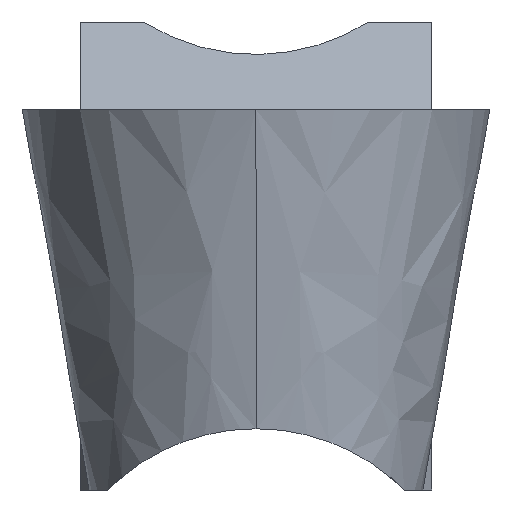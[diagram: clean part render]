
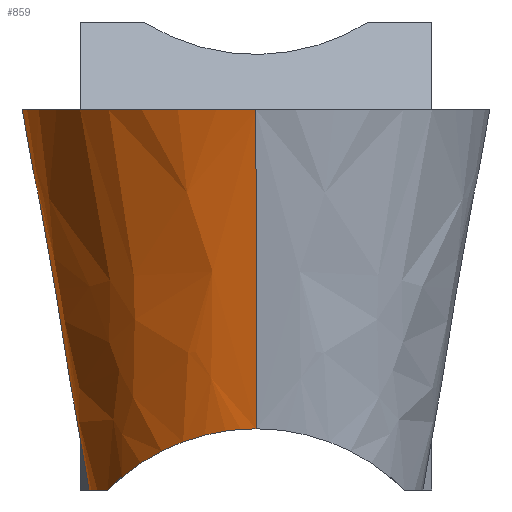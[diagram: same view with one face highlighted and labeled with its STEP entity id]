
A CAD part, front view. The second image highlights one B-rep face of the part: STEP entity #859.
In plain terms, the highlighted free-form (B-spline) face has degree [5, 1] with [9, 2] control points.
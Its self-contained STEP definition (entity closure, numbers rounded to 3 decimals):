
#127=AXIS2_PLACEMENT_3D('Circle Axis2P3D',#125,#126,$) ;
#122=CARTESIAN_POINT('Vertex',(-2.756,6.899,0.)) ;
#125=CARTESIAN_POINT('Axis2P3D Location',(0.,4.,0.)) ;
#129=CARTESIAN_POINT('Vertex',(0.,0.,0.)) ;
#666=CARTESIAN_POINT('Vertex',(-2.254,5.822,-6.248)) ;
#670=CARTESIAN_POINT('Control Point',(-2.254,5.822,-6.248)) ;
#671=CARTESIAN_POINT('Control Point',(-2.427,6.193,-4.165)) ;
#672=CARTESIAN_POINT('Control Point',(-2.592,6.547,-2.089)) ;
#673=CARTESIAN_POINT('Control Point',(-2.756,6.899,0.)) ;
#794=CARTESIAN_POINT('Control Point',(0.,8.,0.)) ;
#795=CARTESIAN_POINT('Control Point',(0.,6.854,-6.5)) ;
#796=CARTESIAN_POINT('Control Point',(-1.258,8.,0.)) ;
#797=CARTESIAN_POINT('Control Point',(-0.898,6.854,-6.5)) ;
#798=CARTESIAN_POINT('Control Point',(-2.517,7.505,0.)) ;
#799=CARTESIAN_POINT('Control Point',(-1.796,6.501,-6.5)) ;
#800=CARTESIAN_POINT('Control Point',(-3.505,6.517,0.)) ;
#801=CARTESIAN_POINT('Control Point',(-2.501,5.796,-6.5)) ;
#802=CARTESIAN_POINT('Control Point',(-4.495,4.,0.)) ;
#803=CARTESIAN_POINT('Control Point',(-3.207,4.,-6.5)) ;
#804=CARTESIAN_POINT('Control Point',(-3.505,1.483,0.)) ;
#805=CARTESIAN_POINT('Control Point',(-2.501,2.204,-6.5)) ;
#806=CARTESIAN_POINT('Control Point',(-2.517,0.495,0.)) ;
#807=CARTESIAN_POINT('Control Point',(-1.796,1.499,-6.5)) ;
#808=CARTESIAN_POINT('Control Point',(-1.258,0.,0.)) ;
#809=CARTESIAN_POINT('Control Point',(-0.898,1.146,-6.5)) ;
#810=CARTESIAN_POINT('Control Point',(0.,0.,0.)) ;
#811=CARTESIAN_POINT('Control Point',(0.,1.146,-6.5)) ;
#813=CARTESIAN_POINT('Control Point',(-2.536,2.692,-6.5)) ;
#814=CARTESIAN_POINT('Control Point',(-2.287,2.114,-6.253)) ;
#815=CARTESIAN_POINT('Control Point',(-1.899,1.62,-5.933)) ;
#816=CARTESIAN_POINT('Control Point',(-1.39,1.196,-5.628)) ;
#817=CARTESIAN_POINT('Control Point',(-0.692,0.962,-5.455)) ;
#818=CARTESIAN_POINT('Control Point',(0.,0.962,-5.455)) ;
#819=CARTESIAN_POINT('Vertex',(-2.536,2.692,-6.5)) ;
#821=CARTESIAN_POINT('Vertex',(0.,0.962,-5.455)) ;
#825=CARTESIAN_POINT('Control Point',(0.,0.,0.)) ;
#826=CARTESIAN_POINT('Control Point',(0.,0.192,-1.091)) ;
#827=CARTESIAN_POINT('Control Point',(0.,0.385,-2.182)) ;
#828=CARTESIAN_POINT('Control Point',(0.,0.577,-3.273)) ;
#829=CARTESIAN_POINT('Control Point',(0.,0.769,-4.364)) ;
#830=CARTESIAN_POINT('Control Point',(0.,0.962,-5.455)) ;
#833=CARTESIAN_POINT('Control Point',(-2.536,5.308,-6.5)) ;
#834=CARTESIAN_POINT('Control Point',(-2.458,5.489,-6.423)) ;
#835=CARTESIAN_POINT('Control Point',(-2.364,5.661,-6.336)) ;
#836=CARTESIAN_POINT('Control Point',(-2.254,5.822,-6.248)) ;
#837=CARTESIAN_POINT('Vertex',(-2.536,5.308,-6.5)) ;
#841=CARTESIAN_POINT('Control Point',(-2.536,5.308,-6.5)) ;
#842=CARTESIAN_POINT('Control Point',(-2.661,5.067,-6.5)) ;
#843=CARTESIAN_POINT('Control Point',(-2.757,4.811,-6.5)) ;
#844=CARTESIAN_POINT('Control Point',(-2.821,4.544,-6.5)) ;
#845=CARTESIAN_POINT('Control Point',(-2.886,4.,-6.5)) ;
#846=CARTESIAN_POINT('Control Point',(-2.821,3.456,-6.5)) ;
#847=CARTESIAN_POINT('Control Point',(-2.757,3.189,-6.5)) ;
#848=CARTESIAN_POINT('Control Point',(-2.661,2.933,-6.5)) ;
#849=CARTESIAN_POINT('Control Point',(-2.536,2.692,-6.5)) ;
#126=DIRECTION('Axis2P3D Direction',(0.,0.,1.)) ;
#852=ORIENTED_EDGE('',*,*,#823,.T.) ;
#853=ORIENTED_EDGE('',*,*,#831,.F.) ;
#854=ORIENTED_EDGE('',*,*,#131,.F.) ;
#855=ORIENTED_EDGE('',*,*,#674,.F.) ;
#856=ORIENTED_EDGE('',*,*,#839,.F.) ;
#857=ORIENTED_EDGE('',*,*,#850,.T.) ;
#859=ADVANCED_FACE('CUT',(#858),#793,.F.) ;
#669=B_SPLINE_CURVE_WITH_KNOTS('',3,(#670,#671,#672,#673),.UNSPECIFIED.,.F.,.U.,(4,4),(0.364,9.378),.UNSPECIFIED.) ;
#812=B_SPLINE_CURVE_WITH_KNOTS('',5,(#813,#814,#815,#816,#817,#818),.UNSPECIFIED.,.F.,.U.,(6,6),(0.,5.26),.UNSPECIFIED.) ;
#824=B_SPLINE_CURVE_WITH_KNOTS('',5,(#825,#826,#827,#828,#829,#830),.UNSPECIFIED.,.F.,.U.,(6,6),(0.,5.539),.UNSPECIFIED.) ;
#832=B_SPLINE_CURVE_WITH_KNOTS('',3,(#833,#834,#835,#836),.UNSPECIFIED.,.F.,.U.,(4,4),(0.,0.988),.UNSPECIFIED.) ;
#840=B_SPLINE_CURVE_WITH_KNOTS('',5,(#841,#842,#843,#844,#845,#846,#847,#848,#849),.UNSPECIFIED.,.F.,.U.,(6,3,6),(3.809,5.465,7.121),.UNSPECIFIED.) ;
#793=B_SPLINE_SURFACE_WITH_KNOTS('',5,1,((#794,#795),(#796,#797),(#798,#799),(#800,#801),(#802,#803),(#804,#805),(#806,#807),(#808,#809),(#810,#811)),.UNSPECIFIED.,.F.,.F.,.U.,(6,3,6),(2,2),(0.,5.465,10.93),(0.,6.6),.UNSPECIFIED.) ;
#128=CIRCLE('generated circle',#127,4.) ;
#131=EDGE_CURVE('',#123,#130,#128,.T.) ;
#674=EDGE_CURVE('',#667,#123,#669,.T.) ;
#823=EDGE_CURVE('',#820,#822,#812,.T.) ;
#831=EDGE_CURVE('',#130,#822,#824,.T.) ;
#839=EDGE_CURVE('',#838,#667,#832,.T.) ;
#850=EDGE_CURVE('',#838,#820,#840,.T.) ;
#851=EDGE_LOOP('',(#852,#853,#854,#855,#856,#857)) ;
#858=FACE_OUTER_BOUND('',#851,.T.) ;
#123=VERTEX_POINT('',#122) ;
#130=VERTEX_POINT('',#129) ;
#667=VERTEX_POINT('',#666) ;
#820=VERTEX_POINT('',#819) ;
#822=VERTEX_POINT('',#821) ;
#838=VERTEX_POINT('',#837) ;
